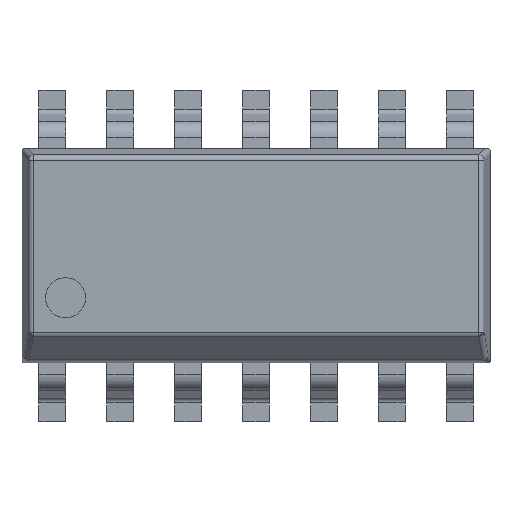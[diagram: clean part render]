
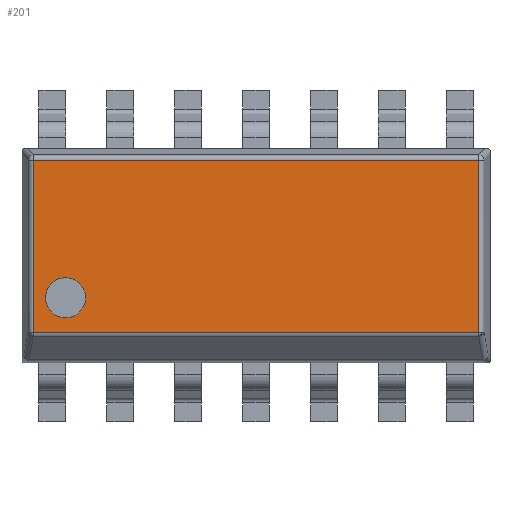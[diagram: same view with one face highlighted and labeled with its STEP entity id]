
A CAD part, top view. The second image highlights one B-rep face of the part: STEP entity #201.
In plain terms, the highlighted planar face has unit normal (0, 0, 1).
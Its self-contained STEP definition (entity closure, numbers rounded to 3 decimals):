
#201=ADVANCED_FACE('',(#2463,#2465),#2467,.T.);
#2463=FACE_BOUND('',#2464,.T.);
#2464=EDGE_LOOP('',(#4341,#4342,#4343,#4344));
#2465=FACE_BOUND('',#2466,.T.);
#2466=EDGE_LOOP('',(#4345));
#2467=PLANE('',#2468);
#2468=AXIS2_PLACEMENT_3D('',#2469,#2470,#2471);
#2469=CARTESIAN_POINT('',(0.,0.,1.75));
#2470=DIRECTION('',(0.,0.,1.));
#2471=DIRECTION('',(1.,0.,0.));
#4341=ORIENTED_EDGE('',*,*,#5609,.T.);
#4342=ORIENTED_EDGE('',*,*,#5610,.T.);
#4343=ORIENTED_EDGE('',*,*,#5611,.T.);
#4344=ORIENTED_EDGE('',*,*,#5612,.T.);
#4345=ORIENTED_EDGE('',*,*,#5613,.T.);
#5609=EDGE_CURVE('',#6271,#6272,#6273,.T.);
#5610=EDGE_CURVE('',#6272,#6274,#6275,.T.);
#5611=EDGE_CURVE('',#6274,#6276,#6277,.T.);
#5612=EDGE_CURVE('',#6276,#6271,#6278,.T.);
#5613=EDGE_CURVE('',#6279,#6279,#6280,.F.);
#6271=VERTEX_POINT('',#7441);
#6272=VERTEX_POINT('',#7442);
#6273=LINE('',#7443,#7444);
#6274=VERTEX_POINT('',#7446);
#6275=LINE('',#7447,#7448);
#6276=VERTEX_POINT('',#7450);
#6277=LINE('',#7451,#7452);
#6278=LINE('',#7454,#7455);
#6279=VERTEX_POINT('',#7457);
#6280=CIRCLE('',#7458,0.375);
#7441=CARTESIAN_POINT('',(4.163,-1.431,1.75));
#7442=CARTESIAN_POINT('',(4.163,1.788,1.75));
#7443=CARTESIAN_POINT('',(4.163,-1.431,1.75));
#7444=VECTOR('',#7445,1.);
#7445=DIRECTION('',(0.,1.,0.));
#7446=CARTESIAN_POINT('',(-4.163,1.788,1.75));
#7447=CARTESIAN_POINT('',(4.163,1.788,1.75));
#7448=VECTOR('',#7449,1.);
#7449=DIRECTION('',(-1.,0.,0.));
#7450=CARTESIAN_POINT('',(-4.163,-1.431,1.75));
#7451=CARTESIAN_POINT('',(-4.163,1.788,1.75));
#7452=VECTOR('',#7453,1.);
#7453=DIRECTION('',(0.,-1.,0.));
#7454=CARTESIAN_POINT('',(-4.163,-1.431,1.75));
#7455=VECTOR('',#7456,1.);
#7456=DIRECTION('',(1.,0.,0.));
#7457=CARTESIAN_POINT('',(-3.185,-0.785,1.75));
#7458=AXIS2_PLACEMENT_3D('',#7459,#7460,#7461);
#7459=CARTESIAN_POINT('',(-3.56,-0.785,1.75));
#7460=DIRECTION('',(0.,0.,1.));
#7461=DIRECTION('',(1.,0.,0.));
